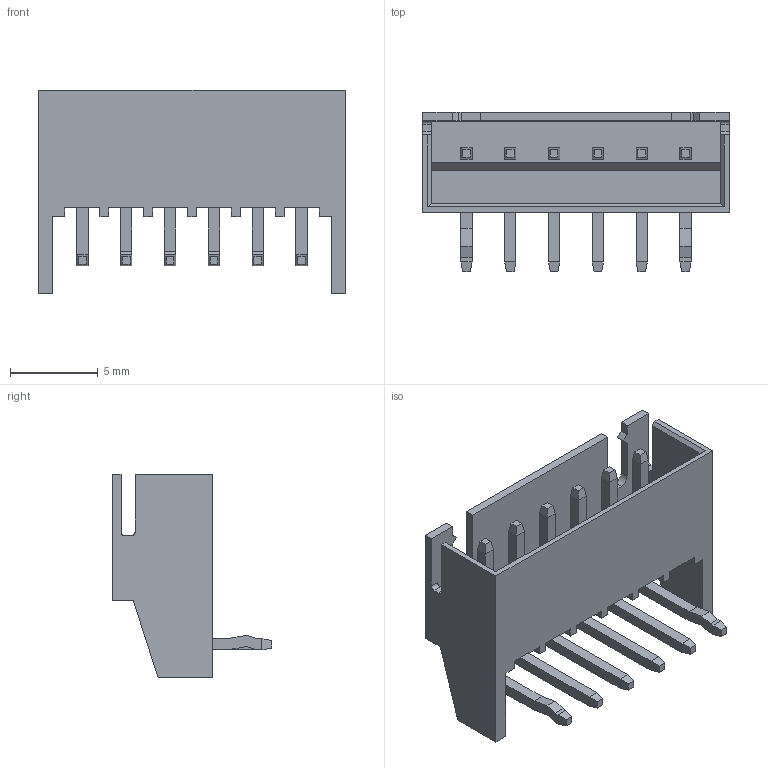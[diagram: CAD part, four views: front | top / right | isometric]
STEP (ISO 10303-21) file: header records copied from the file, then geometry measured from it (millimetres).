
FILE_DESCRIPTION (( 'STEP AP214' ), '1' );
FILE_NAME ('FWF25002-S06B22W1B-REF.STEP', '2025-12-03T05:41:34', ( '' ), ( '' ), 'SwSTEP 2.0', 'SolidWorks 2021', '' );
FILE_SCHEMA (( 'AUTOMOTIVE_DESIGN' ));
Length unit declared in the file: millimetre
Products named in the file (1): FWF25002-S06B22W1B-REF
Bounding box: 17.5 x 9.1 x 11.6 mm (x, y, z)
Volume: 286.5 mm3; surface area: 1083.7 mm2
Topology: 1 solids, 1 shells, 227 faces, 589 edges, 376 vertices
Faces by surface type: plane 209, cylinder 18
Entity records: 6793 total; most frequent: CARTESIAN_POINT 1193, ORIENTED_EDGE 1178, DIRECTION 1081, EDGE_CURVE 589, VECTOR 553, LINE 553, VERTEX_POINT 376, AXIS2_PLACEMENT_3D 264
